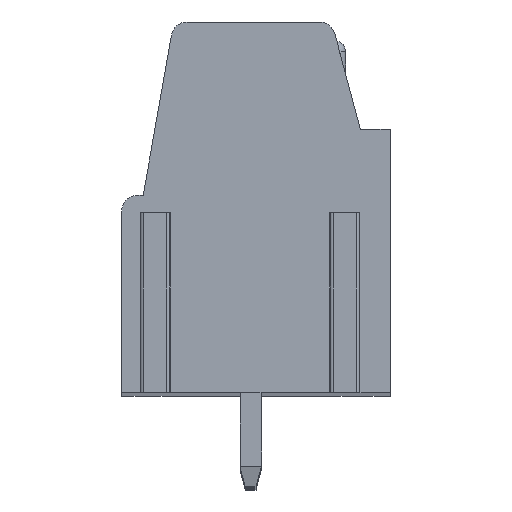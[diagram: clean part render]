
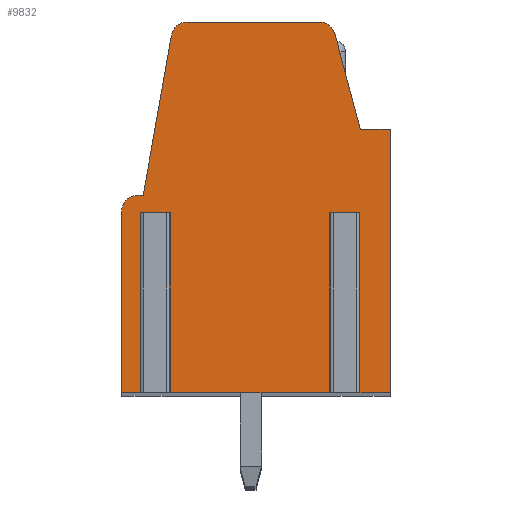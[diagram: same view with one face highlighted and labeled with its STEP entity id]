
A CAD part, top view. The second image highlights one B-rep face of the part: STEP entity #9832.
In plain terms, the highlighted planar face has unit normal (0, 0, 1).
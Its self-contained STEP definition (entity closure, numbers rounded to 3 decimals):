
#13=DIRECTION('',(-1.,0.,0.));
#14=VECTOR('',#13,0.62);
#15=CARTESIAN_POINT('',(3.61,-0.65,73.66));
#16=LINE('',#15,#14);
#17=DIRECTION('',(0.,1.,0.));
#18=VECTOR('',#17,6.7);
#19=CARTESIAN_POINT('',(2.99,-7.35,73.66));
#20=LINE('',#19,#18);
#21=DIRECTION('',(1.,0.,0.));
#22=VECTOR('',#21,6.43);
#23=CARTESIAN_POINT('',(-3.44,-7.35,73.66));
#24=LINE('',#23,#22);
#25=DIRECTION('',(0.,1.,0.));
#26=VECTOR('',#25,6.7);
#27=CARTESIAN_POINT('',(-3.44,-7.35,73.66));
#28=LINE('',#27,#26);
#29=DIRECTION('',(-1.,0.,0.));
#30=VECTOR('',#29,0.62);
#31=CARTESIAN_POINT('',(-3.44,-0.65,73.66));
#32=LINE('',#31,#30);
#33=DIRECTION('',(0.,1.,0.));
#34=VECTOR('',#33,6.7);
#35=CARTESIAN_POINT('',(-4.06,-7.35,73.66));
#36=LINE('',#35,#34);
#37=DIRECTION('',(1.,0.,0.));
#38=VECTOR('',#37,0.94);
#39=CARTESIAN_POINT('',(-5.,-7.35,73.66));
#40=LINE('',#39,#38);
#41=DIRECTION('',(0.,-1.,0.));
#42=VECTOR('',#41,6.75);
#43=CARTESIAN_POINT('',(-5.,-0.6,73.66));
#44=LINE('',#43,#42);
#45=CARTESIAN_POINT('',(-4.4,-0.6,73.66));
#46=DIRECTION('',(0.,0.,1.));
#47=DIRECTION('',(0.,1.,0.));
#48=AXIS2_PLACEMENT_3D('',#45,#46,#47);
#50=DIRECTION('',(-1.,0.,0.));
#51=VECTOR('',#50,0.2);
#52=CARTESIAN_POINT('',(-4.2,0.,73.66));
#53=LINE('',#52,#51);
#54=DIRECTION('',(-0.174,-0.985,0.));
#55=VECTOR('',#54,6.046);
#56=CARTESIAN_POINT('',(-3.15,5.954,73.66));
#57=LINE('',#56,#55);
#58=CARTESIAN_POINT('',(-2.559,5.85,73.66));
#59=DIRECTION('',(0.,0.,1.));
#60=DIRECTION('',(0.,1.,0.));
#61=AXIS2_PLACEMENT_3D('',#58,#59,#60);
#63=DIRECTION('',(-1.,0.,0.));
#64=VECTOR('',#63,4.917);
#65=CARTESIAN_POINT('',(2.358,6.45,73.66));
#66=LINE('',#65,#64);
#67=CARTESIAN_POINT('',(2.358,5.85,73.66));
#68=DIRECTION('',(0.,0.,1.));
#69=DIRECTION('',(0.966,0.259,0.));
#70=AXIS2_PLACEMENT_3D('',#67,#68,#69);
#72=DIRECTION('',(-0.259,0.966,0.));
#73=VECTOR('',#72,3.681);
#74=CARTESIAN_POINT('',(3.89,2.45,73.66));
#75=LINE('',#74,#73);
#76=DIRECTION('',(-1.,0.,0.));
#77=VECTOR('',#76,1.11);
#78=CARTESIAN_POINT('',(5.,2.45,73.66));
#79=LINE('',#78,#77);
#80=DIRECTION('',(0.,1.,0.));
#81=VECTOR('',#80,9.8);
#82=CARTESIAN_POINT('',(5.,-7.35,73.66));
#83=LINE('',#82,#81);
#84=DIRECTION('',(1.,0.,0.));
#85=VECTOR('',#84,1.39);
#86=CARTESIAN_POINT('',(3.61,-7.35,73.66));
#87=LINE('',#86,#85);
#88=DIRECTION('',(0.,1.,0.));
#89=VECTOR('',#88,6.7);
#90=CARTESIAN_POINT('',(3.61,-7.35,73.66));
#91=LINE('',#90,#89);
#7756=CARTESIAN_POINT('',(-5.,-0.6,73.66));
#7757=CARTESIAN_POINT('',(-5.,-7.35,73.66));
#7758=VERTEX_POINT('',#7756);
#7759=VERTEX_POINT('',#7757);
#7760=CARTESIAN_POINT('',(5.,-7.35,73.66));
#7761=CARTESIAN_POINT('',(5.,2.45,73.66));
#7762=VERTEX_POINT('',#7760);
#7763=VERTEX_POINT('',#7761);
#7764=CARTESIAN_POINT('',(3.89,2.45,73.66));
#7765=VERTEX_POINT('',#7764);
#7766=CARTESIAN_POINT('',(2.937,6.005,73.66));
#7767=VERTEX_POINT('',#7766);
#7768=CARTESIAN_POINT('',(2.358,6.45,73.66));
#7769=VERTEX_POINT('',#7768);
#7770=CARTESIAN_POINT('',(-2.559,6.45,73.66));
#7771=VERTEX_POINT('',#7770);
#7772=CARTESIAN_POINT('',(-3.15,5.954,73.66));
#7773=VERTEX_POINT('',#7772);
#7774=CARTESIAN_POINT('',(-4.2,0.,73.66));
#7775=VERTEX_POINT('',#7774);
#7776=CARTESIAN_POINT('',(-4.4,0.,73.66));
#7777=VERTEX_POINT('',#7776);
#7896=CARTESIAN_POINT('',(3.61,-0.65,73.66));
#7897=CARTESIAN_POINT('',(2.99,-0.65,73.66));
#7898=VERTEX_POINT('',#7896);
#7899=VERTEX_POINT('',#7897);
#7900=CARTESIAN_POINT('',(-3.44,-0.65,73.66));
#7901=CARTESIAN_POINT('',(-4.06,-0.65,73.66));
#7902=VERTEX_POINT('',#7900);
#7903=VERTEX_POINT('',#7901);
#7904=CARTESIAN_POINT('',(-4.06,-7.35,73.66));
#7905=VERTEX_POINT('',#7904);
#7906=CARTESIAN_POINT('',(-3.44,-7.35,73.66));
#7907=VERTEX_POINT('',#7906);
#7908=CARTESIAN_POINT('',(3.61,-7.35,73.66));
#7909=VERTEX_POINT('',#7908);
#7910=CARTESIAN_POINT('',(2.99,-7.35,73.66));
#7911=VERTEX_POINT('',#7910);
#9787=CARTESIAN_POINT('',(0.,0.,73.66));
#9788=DIRECTION('',(0.,0.,1.));
#9789=DIRECTION('',(1.,0.,0.));
#9790=AXIS2_PLACEMENT_3D('',#9787,#9788,#9789);
#9791=PLANE('',#9790);
#9793=ORIENTED_EDGE('',*,*,#9792,.T.);
#9795=ORIENTED_EDGE('',*,*,#9794,.F.);
#9797=ORIENTED_EDGE('',*,*,#9796,.F.);
#9799=ORIENTED_EDGE('',*,*,#9798,.T.);
#9801=ORIENTED_EDGE('',*,*,#9800,.T.);
#9803=ORIENTED_EDGE('',*,*,#9802,.F.);
#9805=ORIENTED_EDGE('',*,*,#9804,.F.);
#9807=ORIENTED_EDGE('',*,*,#9806,.F.);
#9809=ORIENTED_EDGE('',*,*,#9808,.F.);
#9811=ORIENTED_EDGE('',*,*,#9810,.F.);
#9813=ORIENTED_EDGE('',*,*,#9812,.F.);
#9815=ORIENTED_EDGE('',*,*,#9814,.F.);
#9817=ORIENTED_EDGE('',*,*,#9816,.F.);
#9819=ORIENTED_EDGE('',*,*,#9818,.F.);
#9821=ORIENTED_EDGE('',*,*,#9820,.F.);
#9823=ORIENTED_EDGE('',*,*,#9822,.F.);
#9825=ORIENTED_EDGE('',*,*,#9824,.F.);
#9827=ORIENTED_EDGE('',*,*,#9826,.F.);
#9829=ORIENTED_EDGE('',*,*,#9828,.T.);
#9830=EDGE_LOOP('',(#9793,#9795,#9797,#9799,#9801,#9803,#9805,#9807,#9809,#9811,
#9813,#9815,#9817,#9819,#9821,#9823,#9825,#9827,#9829));
#9831=FACE_OUTER_BOUND('',#9830,.F.);
#49=CIRCLE('',#48,0.6);
#62=CIRCLE('',#61,0.6);
#71=CIRCLE('',#70,0.6);
#9792=EDGE_CURVE('',#7898,#7899,#16,.T.);
#9794=EDGE_CURVE('',#7911,#7899,#20,.T.);
#9796=EDGE_CURVE('',#7907,#7911,#24,.T.);
#9798=EDGE_CURVE('',#7907,#7902,#28,.T.);
#9800=EDGE_CURVE('',#7902,#7903,#32,.T.);
#9802=EDGE_CURVE('',#7905,#7903,#36,.T.);
#9804=EDGE_CURVE('',#7759,#7905,#40,.T.);
#9806=EDGE_CURVE('',#7758,#7759,#44,.T.);
#9808=EDGE_CURVE('',#7777,#7758,#49,.T.);
#9810=EDGE_CURVE('',#7775,#7777,#53,.T.);
#9812=EDGE_CURVE('',#7773,#7775,#57,.T.);
#9814=EDGE_CURVE('',#7771,#7773,#62,.T.);
#9816=EDGE_CURVE('',#7769,#7771,#66,.T.);
#9818=EDGE_CURVE('',#7767,#7769,#71,.T.);
#9820=EDGE_CURVE('',#7765,#7767,#75,.T.);
#9822=EDGE_CURVE('',#7763,#7765,#79,.T.);
#9824=EDGE_CURVE('',#7762,#7763,#83,.T.);
#9826=EDGE_CURVE('',#7909,#7762,#87,.T.);
#9828=EDGE_CURVE('',#7909,#7898,#91,.T.);
#9832=ADVANCED_FACE('',(#9831),#9791,.T.);
